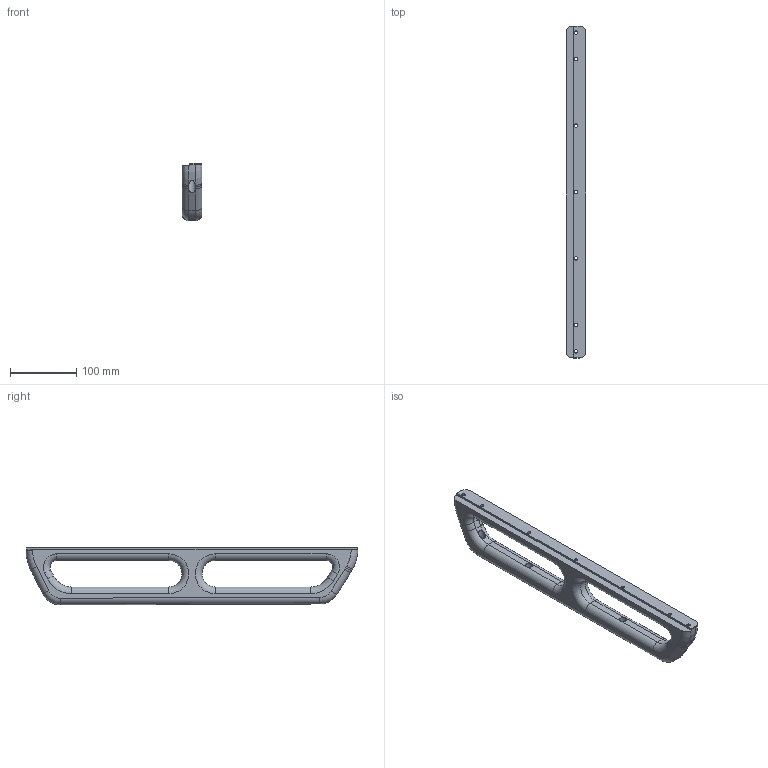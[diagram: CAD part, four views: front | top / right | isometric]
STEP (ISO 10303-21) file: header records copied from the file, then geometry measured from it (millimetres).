
FILE_DESCRIPTION(/* description */ (''),/* implementation_level */ '2;1');
FILE_NAME(/* name */ '',/* time_stamp */ '2024-03-12T12:22:47+03:00',/* author */ (''),/* organization */ (''),/* preprocessor_version */ 'ST-DEVELOPER v20',/* originating_system */ 'Autodesk Translation Framework v12.20.1.177',/* authorisation */ '');
FILE_SCHEMA (('AUTOMOTIVE_DESIGN { 1 0 10303 214 3 1 1 }'));
Length unit declared in the file: millimetre
Products named in the file (1): Voron усиление рамы.
Bounding box: 30 x 500 x 86.77 mm (x, y, z)
Volume: 659667.8 mm3; surface area: 107139.7 mm2
Topology: 1 solids, 1 shells, 115 faces, 324 edges, 203 vertices
Faces by surface type: cylinder 55, plane 36, torus 20, bspline 4
Full cylindrical faces by diameter (mm): 5.3 x7, 10.5 x11
Entity records: 4195 total; most frequent: CARTESIAN_POINT 1164, ORIENTED_EDGE 648, DIRECTION 628, EDGE_CURVE 324, AXIS2_PLACEMENT_3D 257, VERTEX_POINT 203, EDGE_LOOP 133, CIRCLE 130
